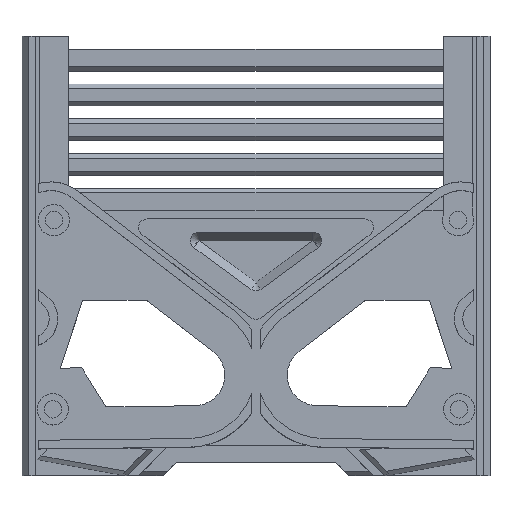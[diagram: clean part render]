
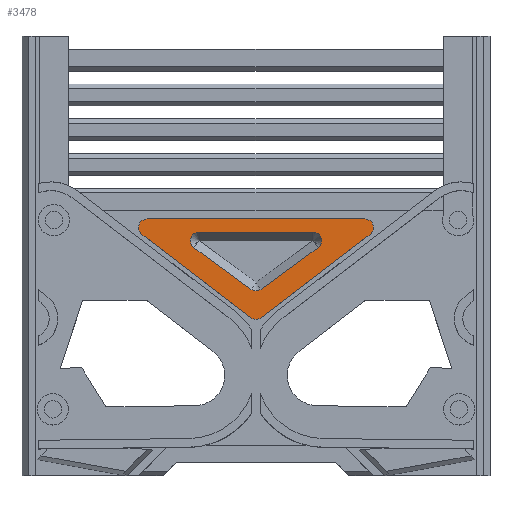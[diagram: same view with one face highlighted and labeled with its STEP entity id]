
A CAD part, top view. The second image highlights one B-rep face of the part: STEP entity #3478.
In plain terms, the highlighted planar face has unit normal (0, 0, 1).
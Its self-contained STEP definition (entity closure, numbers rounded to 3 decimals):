
#387=LINE('',#5535,#817);
#391=LINE('',#5544,#821);
#403=LINE('',#5573,#833);
#405=LINE('',#5578,#835);
#408=LINE('',#5586,#838);
#411=LINE('',#5594,#841);
#817=VECTOR('',#4443,10.);
#821=VECTOR('',#4453,10.);
#833=VECTOR('',#4487,10.);
#835=VECTOR('',#4491,10.);
#838=VECTOR('',#4500,10.);
#841=VECTOR('',#4509,10.);
#930=FACE_BOUND('',#1236,.T.);
#1037=FACE_OUTER_BOUND('',#1235,.T.);
#1235=EDGE_LOOP('',(#2902,#2903,#2904,#2905,#2906,#2907));
#1236=EDGE_LOOP('',(#2908,#2909,#2910,#2911,#2912,#2913));
#1368=CIRCLE('',#3704,2.);
#1369=CIRCLE('',#3713,2.);
#1370=CIRCLE('',#3715,2.);
#1371=CIRCLE('',#3719,2.);
#1372=CIRCLE('',#3722,2.);
#1373=CIRCLE('',#3725,2.);
#1682=VERTEX_POINT('',#5532);
#1683=VERTEX_POINT('',#5534);
#1684=VERTEX_POINT('',#5538);
#1685=VERTEX_POINT('',#5542);
#1690=VERTEX_POINT('',#5565);
#1691=VERTEX_POINT('',#5569);
#1692=VERTEX_POINT('',#5575);
#1693=VERTEX_POINT('',#5577);
#1694=VERTEX_POINT('',#5581);
#1695=VERTEX_POINT('',#5585);
#1696=VERTEX_POINT('',#5589);
#1697=VERTEX_POINT('',#5593);
#2110=EDGE_CURVE('',#1683,#1682,#387,.T.);
#2113=EDGE_CURVE('',#1682,#1684,#1368,.T.);
#2115=EDGE_CURVE('',#1684,#1685,#391,.T.);
#2126=EDGE_CURVE('',#1685,#1690,#1369,.T.);
#2127=EDGE_CURVE('',#1691,#1683,#1370,.T.);
#2129=EDGE_CURVE('',#1690,#1691,#403,.T.);
#2131=EDGE_CURVE('',#1693,#1692,#405,.T.);
#2133=EDGE_CURVE('',#1694,#1693,#1371,.T.);
#2135=EDGE_CURVE('',#1695,#1694,#408,.T.);
#2137=EDGE_CURVE('',#1696,#1695,#1372,.T.);
#2139=EDGE_CURVE('',#1697,#1696,#411,.T.);
#2141=EDGE_CURVE('',#1692,#1697,#1373,.T.);
#2902=ORIENTED_EDGE('',*,*,#2141,.T.);
#2903=ORIENTED_EDGE('',*,*,#2139,.T.);
#2904=ORIENTED_EDGE('',*,*,#2137,.T.);
#2905=ORIENTED_EDGE('',*,*,#2135,.T.);
#2906=ORIENTED_EDGE('',*,*,#2133,.T.);
#2907=ORIENTED_EDGE('',*,*,#2131,.T.);
#2908=ORIENTED_EDGE('',*,*,#2129,.T.);
#2909=ORIENTED_EDGE('',*,*,#2127,.T.);
#2910=ORIENTED_EDGE('',*,*,#2110,.T.);
#2911=ORIENTED_EDGE('',*,*,#2113,.T.);
#2912=ORIENTED_EDGE('',*,*,#2115,.T.);
#2913=ORIENTED_EDGE('',*,*,#2126,.T.);
#3312=PLANE('',#3726);
#3478=ADVANCED_FACE('',(#1037,#930),#3312,.T.);
#3704=AXIS2_PLACEMENT_3D('',#5540,#4448,#4449);
#3713=AXIS2_PLACEMENT_3D('',#5567,#4478,#4479);
#3715=AXIS2_PLACEMENT_3D('',#5570,#4482,#4483);
#3719=AXIS2_PLACEMENT_3D('',#5582,#4495,#4496);
#3722=AXIS2_PLACEMENT_3D('',#5590,#4504,#4505);
#3725=AXIS2_PLACEMENT_3D('',#5597,#4513,#4514);
#3726=AXIS2_PLACEMENT_3D('',#5598,#4515,#4516);
#4443=DIRECTION('',(-0.809,-0.588,0.));
#4448=DIRECTION('center_axis',(0.,0.,-1.));
#4449=DIRECTION('ref_axis',(-0.588,-0.809,0.));
#4453=DIRECTION('',(-0.809,0.588,0.));
#4478=DIRECTION('center_axis',(0.,0.,-1.));
#4479=DIRECTION('ref_axis',(0.,1.,0.));
#4482=DIRECTION('center_axis',(0.,0.,-1.));
#4483=DIRECTION('ref_axis',(0.588,-0.809,0.));
#4487=DIRECTION('',(1.,0.,0.));
#4491=DIRECTION('',(-1.,0.,0.));
#4495=DIRECTION('center_axis',(0.,0.,1.));
#4496=DIRECTION('ref_axis',(0.607,-0.795,0.));
#4500=DIRECTION('',(0.795,0.607,0.));
#4504=DIRECTION('center_axis',(0.,0.,1.));
#4505=DIRECTION('ref_axis',(-0.607,-0.795,0.));
#4509=DIRECTION('',(0.795,-0.607,0.));
#4513=DIRECTION('center_axis',(0.,0.,1.));
#4514=DIRECTION('ref_axis',(0.,1.,0.));
#4515=DIRECTION('center_axis',(0.,0.,1.));
#4516=DIRECTION('ref_axis',(-1.,0.,0.));
#5532=CARTESIAN_POINT('',(1.176,42.856,8.));
#5534=CARTESIAN_POINT('',(14.276,52.383,8.));
#5535=CARTESIAN_POINT('',(14.276,52.383,8.));
#5538=CARTESIAN_POINT('',(-1.176,42.856,8.));
#5540=CARTESIAN_POINT('Origin',(0.,44.473,8.));
#5542=CARTESIAN_POINT('',(-14.276,52.383,8.));
#5544=CARTESIAN_POINT('',(-14.276,52.383,8.));
#5565=CARTESIAN_POINT('',(-13.1,56.,8.));
#5567=CARTESIAN_POINT('Origin',(-13.1,54.,8.));
#5569=CARTESIAN_POINT('',(13.1,56.,8.));
#5570=CARTESIAN_POINT('Origin',(13.1,54.,8.));
#5573=CARTESIAN_POINT('',(0.,56.,8.));
#5575=CARTESIAN_POINT('',(-25.,59.,8.));
#5577=CARTESIAN_POINT('',(25.,59.,8.));
#5578=CARTESIAN_POINT('',(25.,59.,8.));
#5581=CARTESIAN_POINT('',(26.213,55.41,8.));
#5582=CARTESIAN_POINT('Origin',(25.,57.,8.));
#5585=CARTESIAN_POINT('',(1.213,36.336,8.));
#5586=CARTESIAN_POINT('',(1.213,36.336,8.));
#5589=CARTESIAN_POINT('',(-1.213,36.336,8.));
#5590=CARTESIAN_POINT('Origin',(0.,37.926,8.));
#5593=CARTESIAN_POINT('',(-26.213,55.41,8.));
#5594=CARTESIAN_POINT('',(-1.213,36.336,8.));
#5597=CARTESIAN_POINT('Origin',(-25.,57.,8.));
#5598=CARTESIAN_POINT('Origin',(0.,47.463,8.));
